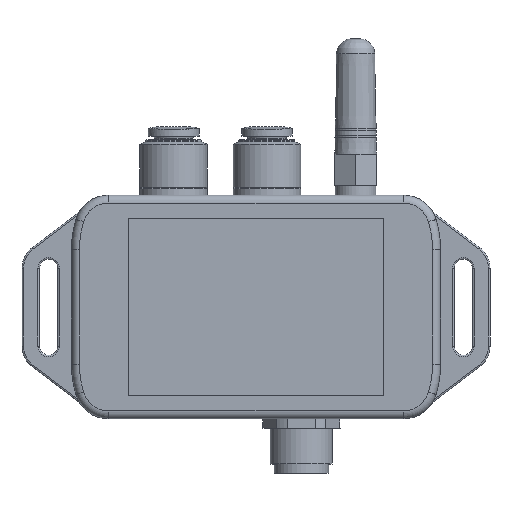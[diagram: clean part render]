
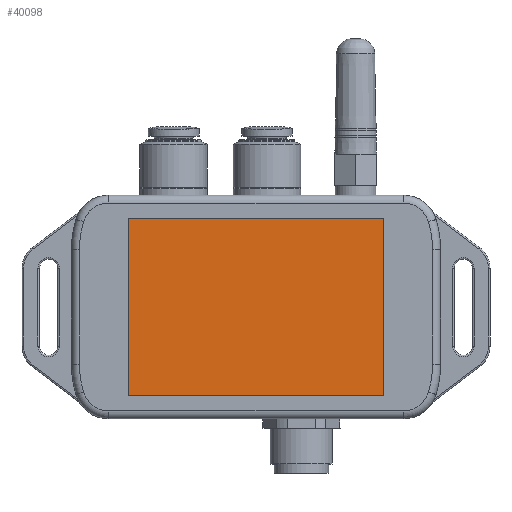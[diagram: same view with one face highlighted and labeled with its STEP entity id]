
A CAD part, top view. The second image highlights one B-rep face of the part: STEP entity #40098.
In plain terms, the highlighted planar face has unit normal (0, 0, 1).
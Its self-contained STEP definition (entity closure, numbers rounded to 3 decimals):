
#4312=FACE_OUTER_BOUND('',#6858,.T.);
#6858=EDGE_LOOP('',(#36524,#36525,#36526,#36527));
#12521=LINE('',#81528,#15907);
#12524=LINE('',#81534,#15910);
#12527=LINE('',#81540,#15913);
#12530=LINE('',#81544,#15916);
#15907=VECTOR('',#55723,10.);
#15910=VECTOR('',#55728,10.);
#15913=VECTOR('',#55733,10.);
#15916=VECTOR('',#55738,10.);
#19543=VERTEX_POINT('',#81525);
#19544=VERTEX_POINT('',#81527);
#19546=VERTEX_POINT('',#81533);
#19548=VERTEX_POINT('',#81539);
#25205=EDGE_CURVE('',#19544,#19543,#12521,.T.);
#25208=EDGE_CURVE('',#19546,#19544,#12524,.T.);
#25211=EDGE_CURVE('',#19548,#19546,#12527,.T.);
#25214=EDGE_CURVE('',#19543,#19548,#12530,.T.);
#36524=ORIENTED_EDGE('',*,*,#25214,.T.);
#36525=ORIENTED_EDGE('',*,*,#25211,.T.);
#36526=ORIENTED_EDGE('',*,*,#25208,.T.);
#36527=ORIENTED_EDGE('',*,*,#25205,.T.);
#37832=PLANE('',#44362);
#40098=ADVANCED_FACE('',(#4312),#37832,.T.);
#44362=AXIS2_PLACEMENT_3D('',#81545,#55739,#55740);
#55723=DIRECTION('',(0.,-1.,0.));
#55728=DIRECTION('',(-1.,0.,0.));
#55733=DIRECTION('',(0.,1.,0.));
#55738=DIRECTION('',(1.,0.,0.));
#55739=DIRECTION('center_axis',(0.,0.,1.));
#55740=DIRECTION('ref_axis',(1.,0.,0.));
#81525=CARTESIAN_POINT('',(-24.5,-17.,0.6));
#81527=CARTESIAN_POINT('',(-24.5,17.,0.6));
#81528=CARTESIAN_POINT('',(-24.5,-17.,0.6));
#81533=CARTESIAN_POINT('',(24.5,17.,0.6));
#81534=CARTESIAN_POINT('',(-24.5,17.,0.6));
#81539=CARTESIAN_POINT('',(24.5,-17.,0.6));
#81540=CARTESIAN_POINT('',(24.5,17.,0.6));
#81544=CARTESIAN_POINT('',(24.5,-17.,0.6));
#81545=CARTESIAN_POINT('Origin',(0.,0.,0.6));
